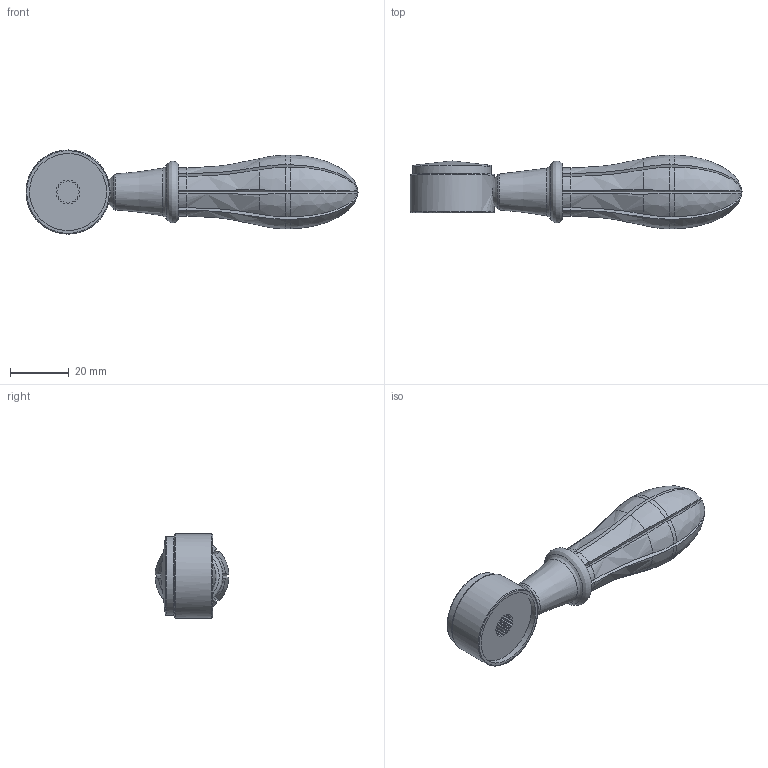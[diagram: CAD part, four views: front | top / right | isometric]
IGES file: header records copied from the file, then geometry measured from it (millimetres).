
Global section: file name: V221-TGB; native system: Autodesk Inventor 2018; preprocessor: unknown; author: gwilkes; date: 20190708.152701; units: millimetre
Bounding box: 112.55 x 24.97 x 28.49 mm (x, y, z)
Volume: 31322.2 mm3; surface area: 11655.6 mm2
Topology: 6 solids, 6 shells, 214 faces, 602 edges, 409 vertices
Faces by surface type: bspline 214
